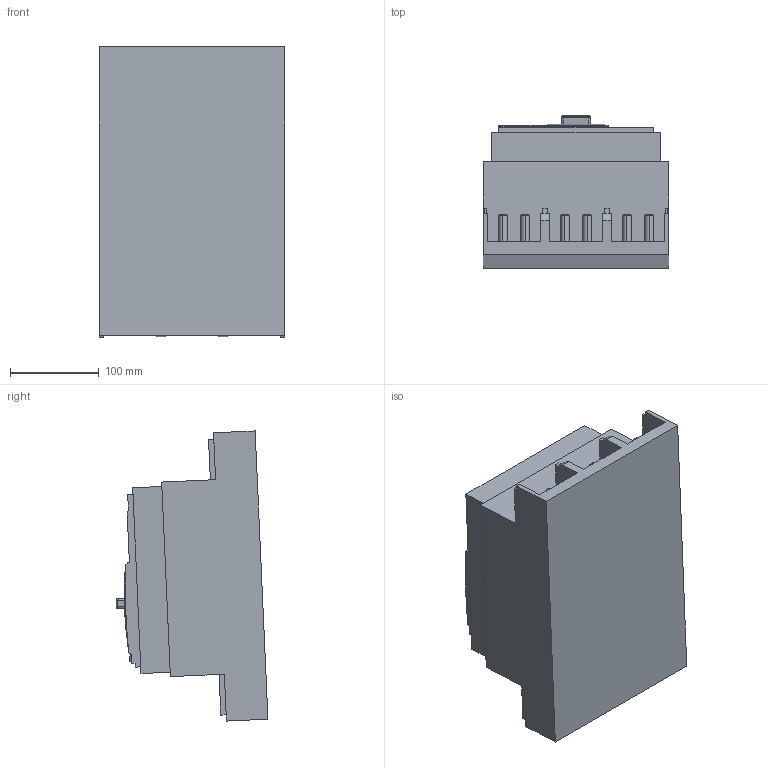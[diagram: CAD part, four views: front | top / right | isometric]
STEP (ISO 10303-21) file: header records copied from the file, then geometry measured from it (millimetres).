
FILE_DESCRIPTION((''),'2;1');
FILE_NAME('ASM0001_ASM','2023-05-03T09:35:47',('klemen.sitar'),('Audax d.o.o.'),'CREO PARAMETRIC BY PTC INC, 2021304','CREO PARAMETRIC BY PTC INC, 2021304','');
FILE_SCHEMA(('AP242_MANAGED_MODEL_BASED_3D_ENGINEERING_MIM_LF { 1 0 10303 442 1 1 4 }'));
Length unit declared in the file: millimetre
Products named in the file (8): PRT0014; PRT0015; 10_ELECTRONIC_1250A_1; PRT0014_1; PRT0015_1; PRT0016; PRT0018; ASM0001_ASM
Assembly tree (7 placements, depth 2):
  ASM0001_ASM
    PRT0014
    PRT0015
    10_ELECTRONIC_1250A_1
    PRT0014_1
    PRT0015_1
    PRT0016
    PRT0018
Bounding box: 210 x 171.67 x 327.77 mm (x, y, z)
Volume: 7066854 mm3; surface area: 359531.5 mm2
Topology: 16 solids, 16 shells, 947 faces, 2448 edges, 1622 vertices
Faces by surface type: plane 660, cylinder 149, extrusion 80, cone 24, sphere 15, bspline 15, torus 4
Entity records: 45335 total; most frequent: CARTESIAN_POINT 6685, ORIENTED_EDGE 4850, DIRECTION 4477, PRESENTATION_STYLE_ASSIGNMENT 3497, STYLED_ITEM 3497, CURVE_STYLE 2534, EDGE_CURVE 2425, VECTOR 1905
